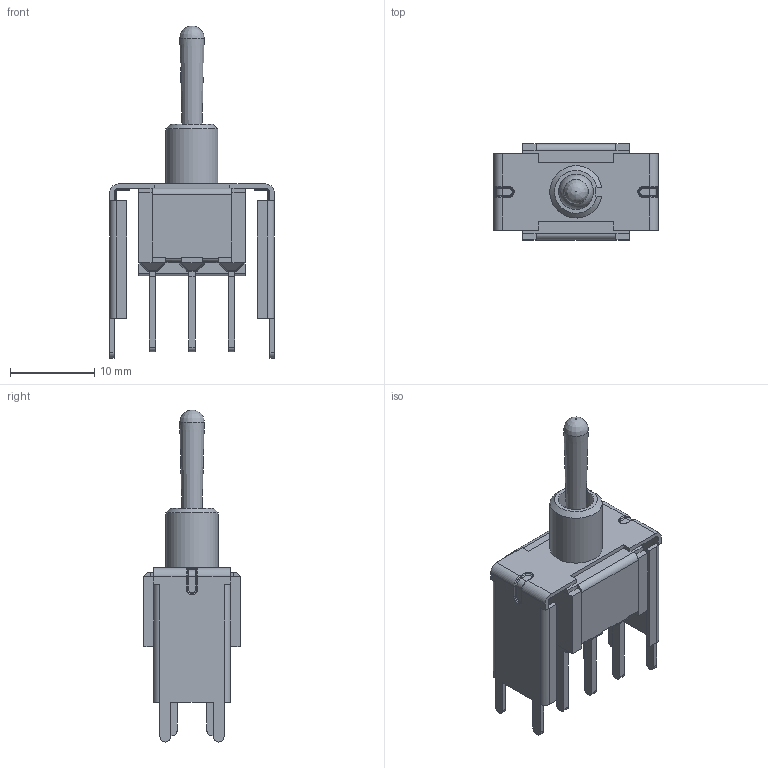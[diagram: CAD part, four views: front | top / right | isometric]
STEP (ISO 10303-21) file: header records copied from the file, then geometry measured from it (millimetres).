
FILE_DESCRIPTION(/* description */ (''),/* implementation_level */ '2;1');
FILE_NAME(/* name */ '100DPxT1B3VS5xE.stp',/* time_stamp */ '2026-01-17T17:13:54-06:00',/* author */ ('jmeyers'),/* organization */ (''),/* preprocessor_version */ 'ST-DEVELOPER v18.1',/* originating_system */ 'Autodesk Inventor 2022',/* authorisation */ '');
FILE_SCHEMA (('AUTOMOTIVE_DESIGN { 1 0 10303 214 3 1 1 }'));
Length unit declared in the file: inch
Products named in the file (1): Part31
Bounding box: 19.56 x 11.43 x 39.49 mm (x, y, z)
Volume: 1237.7 mm3; surface area: 3057.7 mm2
Topology: 1 solids, 3 shells, 544 faces, 1395 edges, 848 vertices
Faces by surface type: plane 343, cylinder 139, torus 32, sphere 26, cone 3, bspline 1
Full cylindrical faces by diameter (mm): 1.65 x1, 4.2 x2
Entity records: 16120 total; most frequent: CARTESIAN_POINT 2812, DIRECTION 2805, ORIENTED_EDGE 2742, EDGE_CURVE 1371, LINE 1021, VECTOR 1021, AXIS2_PLACEMENT_3D 892, VERTEX_POINT 848
